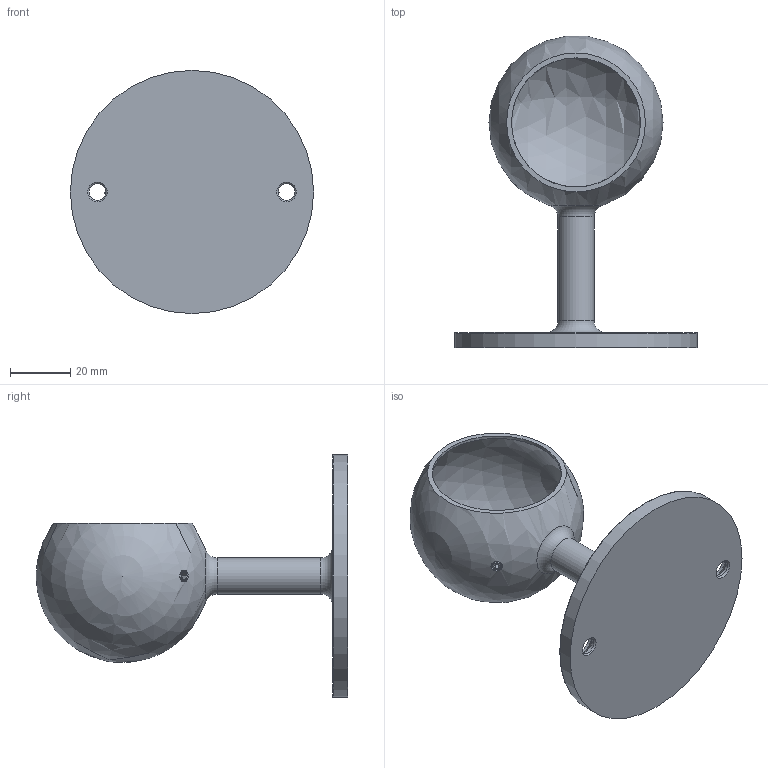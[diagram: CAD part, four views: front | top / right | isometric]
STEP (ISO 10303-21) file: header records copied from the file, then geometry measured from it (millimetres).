
FILE_DESCRIPTION (( 'STEP AP203' ), '1' );
FILE_NAME ('70112-240-42.step', '2024-01-10T11:00:56', ( '' ), ( '' ), 'SwSTEP 2.0', 'SolidWorks 2018', '' );
FILE_SCHEMA (( 'CONFIG_CONTROL_DESIGN' ));
Length unit declared in the file: millimetre
Products named in the file (3): 7011X-XX Konfig_70112-240-42; DIN913_DIN 913 M4x6; 70112-240-42
Assembly tree (2 placements, depth 2):
  70112-240-42
    7011X-XX Konfig_70112-240-42
    DIN913_DIN 913 M4x6
Bounding box: 81 x 103.77 x 81 mm (x, y, z)
Volume: 39338 mm3; surface area: 30153.4 mm2
Topology: 2 solids, 2 shells, 280 faces, 725 edges, 477 vertices
Faces by surface type: plane 173, bspline 84, cylinder 9, cone 9, torus 3, sphere 2
Full cylindrical faces by diameter (mm): 3.3 x1, 4 x1, 5.5 x2, 10.5 x2, 12 x1, 43 x1, 81 x1
Entity records: 13370 total; most frequent: CARTESIAN_POINT 6894, ORIENTED_EDGE 1390, DIRECTION 967, EDGE_CURVE 695, VECTOR 489, LINE 489, VERTEX_POINT 470, EDGE_LOOP 337
